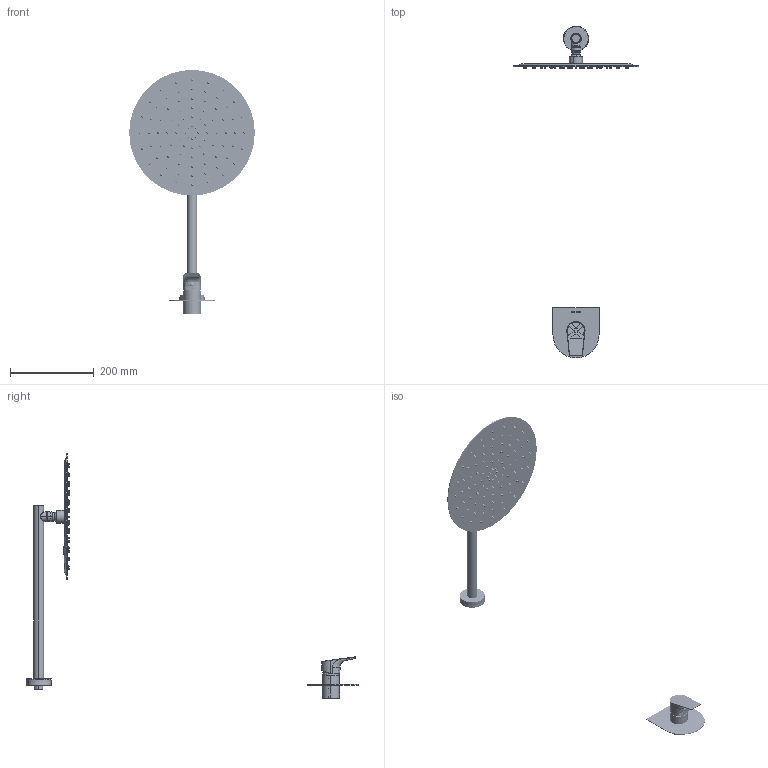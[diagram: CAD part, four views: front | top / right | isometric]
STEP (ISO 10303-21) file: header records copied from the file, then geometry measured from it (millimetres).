
FILE_DESCRIPTION (( 'STEP AP203' ), '1' );
FILE_NAME ('21DP09496.STEP', '2023-12-21T06:39:31', ( '' ), ( '' ), 'SwSTEP 2.0', 'SolidWorks 2021', '' );
FILE_SCHEMA (( 'CONFIG_CONTROL_DESIGN' ));
Products named in the file (1): 21DP09496
Bounding box: 300 x 792.91 x 583.22 mm (x, y, z)
Volume: 324676.1 mm3; surface area: 427012.2 mm2
Topology: 99 solids, 99 shells, 3665 faces, 7466 edges, 4290 vertices
Faces by surface type: bspline 1798, cylinder 1022, plane 571, cone 227, torus 41, sphere 6
Entity records: 130122 total; most frequent: CARTESIAN_POINT 61843, ORIENTED_EDGE 14914, DIRECTION 13650, EDGE_CURVE 7457, AXIS2_PLACEMENT_3D 6120, VERTEX_POINT 4287, CIRCLE 4252, EDGE_LOOP 4156
